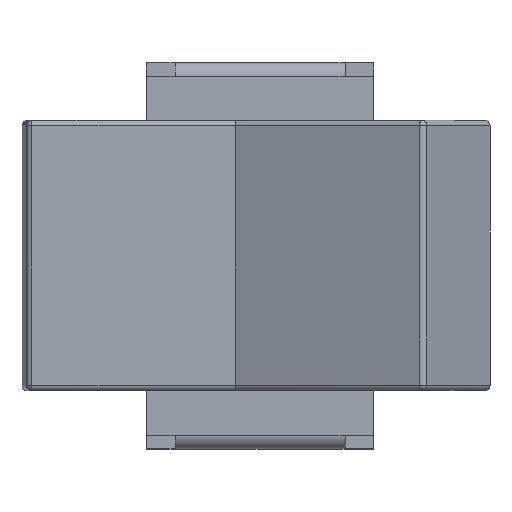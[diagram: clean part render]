
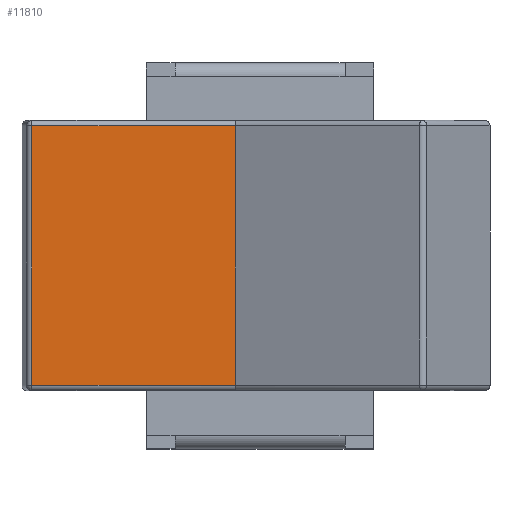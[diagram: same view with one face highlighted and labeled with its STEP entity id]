
A CAD part, top view. The second image highlights one B-rep face of the part: STEP entity #11810.
In plain terms, the highlighted planar face has unit normal (0, 0, 1).
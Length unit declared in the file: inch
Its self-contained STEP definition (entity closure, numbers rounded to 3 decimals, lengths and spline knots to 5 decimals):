
#633=FACE_OUTER_BOUND('',#1343,.T.);
#1343=EDGE_LOOP('',(#8553,#8554,#8555,#8556));
#2153=LINE('',#18126,#3413);
#2155=LINE('',#18130,#3415);
#2158=LINE('',#18136,#3418);
#2169=LINE('',#18162,#3429);
#3413=VECTOR('',#14538,0.3937);
#3415=VECTOR('',#14542,0.3937);
#3418=VECTOR('',#14549,0.3937);
#3429=VECTOR('',#14578,0.3937);
#5082=VERTEX_POINT('',#18093);
#5089=VERTEX_POINT('',#18109);
#5090=VERTEX_POINT('',#18113);
#5095=VERTEX_POINT('',#18129);
#6349=EDGE_CURVE('',#5090,#5089,#2153,.T.);
#6351=EDGE_CURVE('',#5095,#5090,#2155,.T.);
#6355=EDGE_CURVE('',#5089,#5082,#2158,.T.);
#6369=EDGE_CURVE('',#5082,#5095,#2169,.T.);
#8553=ORIENTED_EDGE('',*,*,#6355,.F.);
#8554=ORIENTED_EDGE('',*,*,#6349,.F.);
#8555=ORIENTED_EDGE('',*,*,#6351,.F.);
#8556=ORIENTED_EDGE('',*,*,#6369,.F.);
#11291=PLANE('',#12728);
#11810=ADVANCED_FACE('',(#633),#11291,.T.);
#12728=AXIS2_PLACEMENT_3D('',#18161,#14576,#14577);
#14538=DIRECTION('',(0.,1.,0.));
#14542=DIRECTION('',(-1.,0.,0.));
#14549=DIRECTION('',(1.,0.,0.));
#14576=DIRECTION('center_axis',(0.,0.,
1.));
#14577=DIRECTION('ref_axis',(0.,-1.,0.));
#14578=DIRECTION('',(0.,-1.,0.));
#18093=CARTESIAN_POINT('',(-0.0546,0.28563,0.85809));
#18109=CARTESIAN_POINT('',(-0.50228,0.28563,0.85809));
#18113=CARTESIAN_POINT('',(-0.50228,-0.28563,0.85809));
#18126=CARTESIAN_POINT('',(-0.50228,0.,0.85809));
#18129=CARTESIAN_POINT('',(-0.0546,-0.28563,0.85809));
#18130=CARTESIAN_POINT('',(-0.27263,-0.28563,0.85809));
#18136=CARTESIAN_POINT('',(-0.27263,0.28563,0.85809));
#18161=CARTESIAN_POINT('Origin',(-0.51371,0.,
0.85809));
#18162=CARTESIAN_POINT('',(-0.0546,0.,0.85809));
